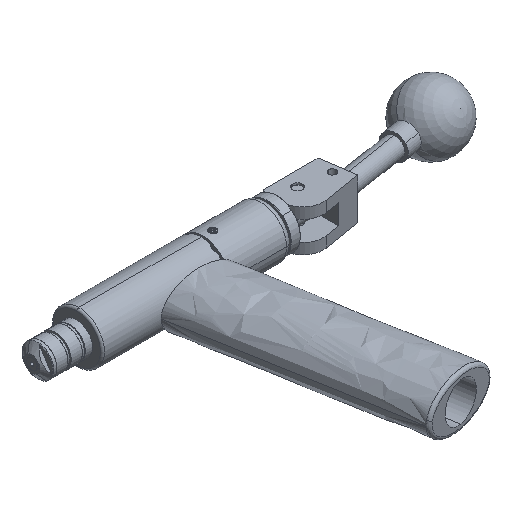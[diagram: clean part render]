
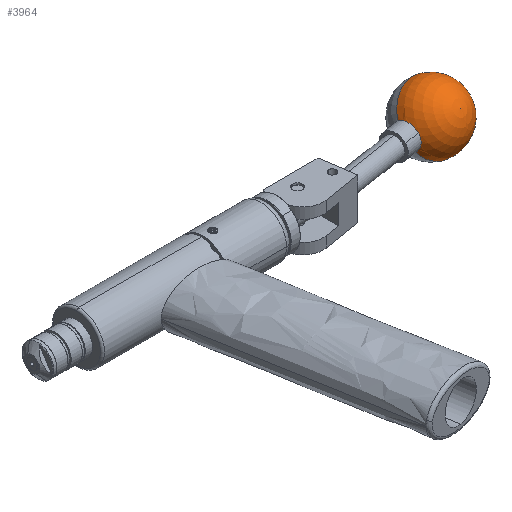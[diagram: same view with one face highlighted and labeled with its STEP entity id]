
A CAD part, isometric view. The second image highlights one B-rep face of the part: STEP entity #3964.
In plain terms, the highlighted spherical face has radius 15.875 mm.
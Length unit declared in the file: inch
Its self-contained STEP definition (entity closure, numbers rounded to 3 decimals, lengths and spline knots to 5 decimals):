
#155 = DIRECTION ( 'NONE',  ( -0.127, 0.801, -0.585 ) ) ;
#222 = AXIS2_PLACEMENT_3D ( 'NONE', #15378, #529, #14140 ) ;
#529 = DIRECTION ( 'NONE',  ( 0.127, -0.801, 0.585 ) ) ;
#1080 = VERTEX_POINT ( 'NONE', #2321 ) ;
#2191 = ORIENTED_EDGE ( 'NONE', *, *, #8605, .T. ) ;
#2195 = AXIS2_PLACEMENT_3D ( 'NONE', #4321, #10568, #10722 ) ;
#2321 = CARTESIAN_POINT ( 'NONE',  ( 6.62453, 0.04597, -0.20274 ) ) ;
#2906 = VERTEX_POINT ( 'NONE', #2997 ) ;
#2997 = CARTESIAN_POINT ( 'NONE',  ( 7.78472, 0.37782, 0. ) ) ;
#3048 = CARTESIAN_POINT ( 'NONE',  ( 6.60165, 0.19044, 0. ) ) ;
#3429 = EDGE_CURVE ( 'NONE', #2906, #1080, #12126, .T. ) ;
#3964 = ADVANCED_FACE ( 'NONE', ( #10747 ), #10823, .T. ) ;
#4321 = CARTESIAN_POINT ( 'NONE',  ( 6.60165, 0.19044, 0. ) ) ;
#5337 = ORIENTED_EDGE ( 'NONE', *, *, #10989, .T. ) ;
#6056 = VERTEX_POINT ( 'NONE', #8743 ) ;
#6406 = EDGE_CURVE ( 'NONE', #6056, #12291, #14162, .T. ) ;
#6530 = CARTESIAN_POINT ( 'NONE',  ( 7.16742, 0.28004, 0. ) ) ;
#6790 = DIRECTION ( 'NONE',  ( 0.127, -0.801, 0.585 ) ) ;
#7261 = CIRCLE ( 'NONE', #222, 0.625 ) ;
#7938 = AXIS2_PLACEMENT_3D ( 'NONE', #3048, #14199, #6790 ) ;
#8306 = CARTESIAN_POINT ( 'NONE',  ( 7.16742, 0.28004, 0. ) ) ;
#8487 = AXIS2_PLACEMENT_3D ( 'NONE', #6530, #155, #13602 ) ;
#8605 = EDGE_CURVE ( 'NONE', #12291, #1080, #13652, .T. ) ;
#8743 = CARTESIAN_POINT ( 'NONE',  ( 6.57877, 0.3349, 0.20274 ) ) ;
#10085 = AXIS2_PLACEMENT_3D ( 'NONE', #8306, #13267, #14256 ) ;
#10568 = DIRECTION ( 'NONE',  ( 0.988, 0.156, 0. ) ) ;
#10722 = DIRECTION ( 'NONE',  ( 0.127, -0.801, 0.585 ) ) ;
#10747 = FACE_OUTER_BOUND ( 'NONE', #13424, .T. ) ;
#10823 = SPHERICAL_SURFACE ( 'NONE', #10085, 0.625 ) ;
#10832 = CARTESIAN_POINT ( 'NONE',  ( 6.63337, -0.00981, 0.14627 ) ) ;
#10989 = EDGE_CURVE ( 'NONE', #2906, #6056, #7261, .T. ) ;
#12126 = CIRCLE ( 'NONE', #8487, 0.625 ) ;
#12291 = VERTEX_POINT ( 'NONE', #10832 ) ;
#12684 = ORIENTED_EDGE ( 'NONE', *, *, #3429, .F. ) ;
#13267 = DIRECTION ( 'NONE',  ( 0.127, -0.801, 0.585 ) ) ;
#13424 = EDGE_LOOP ( 'NONE', ( #12684, #5337, #14398, #2191 ) ) ;
#13602 = DIRECTION ( 'NONE',  ( 0., 0.59, 0.808 ) ) ;
#13652 = CIRCLE ( 'NONE', #7938, 0.25 ) ;
#14140 = DIRECTION ( 'NONE',  ( 0., -0.59, -0.808 ) ) ;
#14162 = CIRCLE ( 'NONE', #2195, 0.25 ) ;
#14199 = DIRECTION ( 'NONE',  ( 0.988, 0.156, 0. ) ) ;
#14256 = DIRECTION ( 'NONE',  ( 0.092, -0.578, -0.811 ) ) ;
#14398 = ORIENTED_EDGE ( 'NONE', *, *, #6406, .T. ) ;
#15378 = CARTESIAN_POINT ( 'NONE',  ( 7.16742, 0.28004, 0. ) ) ;
